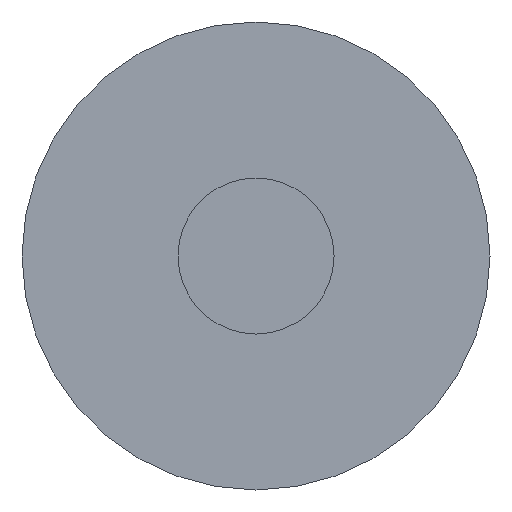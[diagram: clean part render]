
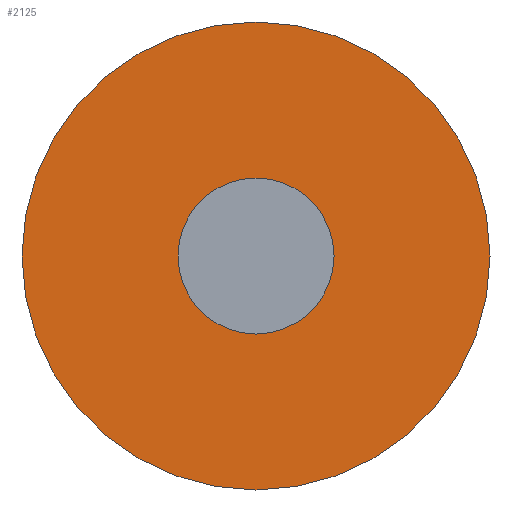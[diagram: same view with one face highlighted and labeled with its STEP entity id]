
A CAD part, left-side view. The second image highlights one B-rep face of the part: STEP entity #2125.
In plain terms, the highlighted planar face has unit normal (-1, 0, 0).
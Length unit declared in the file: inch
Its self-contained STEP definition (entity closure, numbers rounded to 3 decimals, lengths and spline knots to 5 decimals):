
#13 = FACE_BOUND ( 'NONE', #1658, .T. ) ;
#44 = CIRCLE ( 'NONE', #347, 6. ) ;
#74 = EDGE_LOOP ( 'NONE', ( #3177, #3700 ) ) ;
#98 = EDGE_CURVE ( 'NONE', #3130, #1253, #2496, .T. ) ;
#198 = DIRECTION ( 'NONE',  ( 0., 0., -1. ) ) ;
#317 = CARTESIAN_POINT ( 'NONE',  ( 1.25, 0., 2. ) ) ;
#347 = AXIS2_PLACEMENT_3D ( 'NONE', #3484, #3180, #2006 ) ;
#387 = AXIS2_PLACEMENT_3D ( 'NONE', #2087, #2360, #3245 ) ;
#496 = DIRECTION ( 'NONE',  ( 1., 0., 0. ) ) ;
#623 = CARTESIAN_POINT ( 'NONE',  ( 1.25, 0., -2. ) ) ;
#797 = CARTESIAN_POINT ( 'NONE',  ( 1.25, 0., 0. ) ) ;
#1043 = CIRCLE ( 'NONE', #387, 6. ) ;
#1075 = DIRECTION ( 'NONE',  ( 1., 0., 0. ) ) ;
#1129 = CARTESIAN_POINT ( 'NONE',  ( 1.25, 0., -6. ) ) ;
#1144 = ORIENTED_EDGE ( 'NONE', *, *, #1656, .T. ) ;
#1253 = VERTEX_POINT ( 'NONE', #317 ) ;
#1406 = AXIS2_PLACEMENT_3D ( 'NONE', #797, #496, #2217 ) ;
#1557 = CIRCLE ( 'NONE', #3600, 2. ) ;
#1656 = EDGE_CURVE ( 'NONE', #1253, #3130, #1557, .T. ) ;
#1658 = EDGE_LOOP ( 'NONE', ( #1144, #3470 ) ) ;
#1668 = CARTESIAN_POINT ( 'NONE',  ( 1.25, 0., 6. ) ) ;
#1681 = FACE_OUTER_BOUND ( 'NONE', #74, .T. ) ;
#1998 = DIRECTION ( 'NONE',  ( 1., 0., 0. ) ) ;
#2006 = DIRECTION ( 'NONE',  ( 0., 0., 1. ) ) ;
#2087 = CARTESIAN_POINT ( 'NONE',  ( 1.25, 0., 0. ) ) ;
#2125 = ADVANCED_FACE ( 'NONE', ( #13, #1681 ), #2285, .F. ) ;
#2169 = CARTESIAN_POINT ( 'NONE',  ( 1.25, 0., 0. ) ) ;
#2217 = DIRECTION ( 'NONE',  ( 0., 0., -1. ) ) ;
#2285 = PLANE ( 'NONE',  #3246 ) ;
#2360 = DIRECTION ( 'NONE',  ( -1., 0., 0. ) ) ;
#2496 = CIRCLE ( 'NONE', #1406, 2. ) ;
#2734 = EDGE_CURVE ( 'NONE', #3103, #3239, #44, .T. ) ;
#3103 = VERTEX_POINT ( 'NONE', #1129 ) ;
#3110 = CARTESIAN_POINT ( 'NONE',  ( 1.25, 2., 0. ) ) ;
#3130 = VERTEX_POINT ( 'NONE', #623 ) ;
#3177 = ORIENTED_EDGE ( 'NONE', *, *, #3406, .T. ) ;
#3180 = DIRECTION ( 'NONE',  ( -1., 0., 0. ) ) ;
#3239 = VERTEX_POINT ( 'NONE', #1668 ) ;
#3245 = DIRECTION ( 'NONE',  ( 0., 0., 1. ) ) ;
#3246 = AXIS2_PLACEMENT_3D ( 'NONE', #3110, #1998, #3702 ) ;
#3406 = EDGE_CURVE ( 'NONE', #3239, #3103, #1043, .T. ) ;
#3470 = ORIENTED_EDGE ( 'NONE', *, *, #98, .T. ) ;
#3484 = CARTESIAN_POINT ( 'NONE',  ( 1.25, 0., 0. ) ) ;
#3600 = AXIS2_PLACEMENT_3D ( 'NONE', #2169, #1075, #198 ) ;
#3700 = ORIENTED_EDGE ( 'NONE', *, *, #2734, .T. ) ;
#3702 = DIRECTION ( 'NONE',  ( 0., 0., -1. ) ) ;
